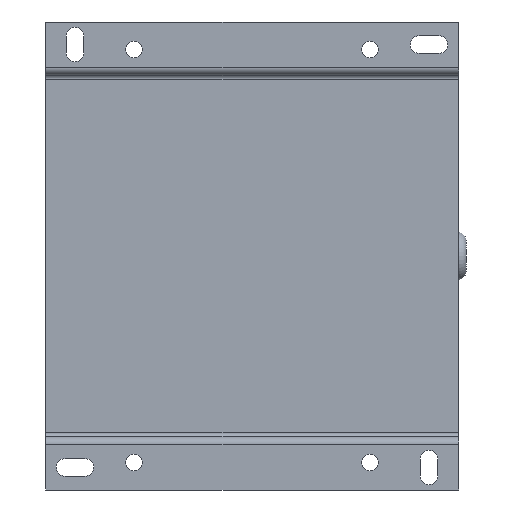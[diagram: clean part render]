
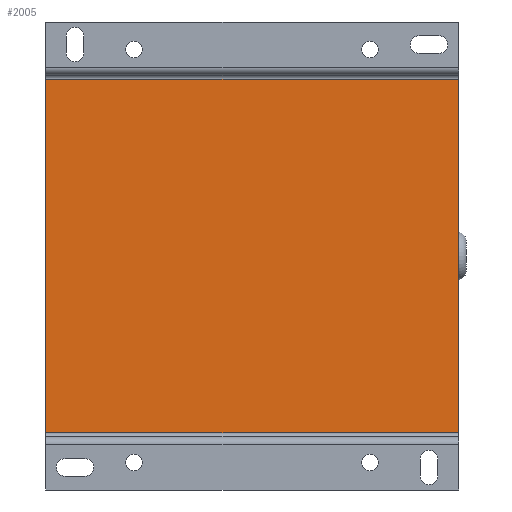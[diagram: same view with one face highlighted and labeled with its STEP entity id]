
A CAD part, front view. The second image highlights one B-rep face of the part: STEP entity #2005.
In plain terms, the highlighted planar face has unit normal (0, -1, 0).
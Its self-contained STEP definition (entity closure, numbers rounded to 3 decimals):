
#293 = LINE ( 'NONE', #1803, #2912 ) ;
#475 = LINE ( 'NONE', #3084, #3199 ) ;
#525 = EDGE_CURVE ( 'NONE', #2046, #5720, #475, .T. ) ;
#603 = LINE ( 'NONE', #4710, #5161 ) ;
#664 = CARTESIAN_POINT ( 'NONE',  ( 105., -2., 0. ) ) ;
#1671 = DIRECTION ( 'NONE',  ( -1., 0., 0. ) ) ;
#1672 = CARTESIAN_POINT ( 'NONE',  ( -105., -2., 90. ) ) ;
#1680 = ORIENTED_EDGE ( 'NONE', *, *, #2409, .T. ) ;
#1803 = CARTESIAN_POINT ( 'NONE',  ( 105., -2., -90. ) ) ;
#2005 = ADVANCED_FACE ( 'NONE', ( #5263 ), #2208, .T. ) ;
#2046 = VERTEX_POINT ( 'NONE', #2866 ) ;
#2208 = PLANE ( 'NONE',  #2986 ) ;
#2301 = EDGE_LOOP ( 'NONE', ( #4196, #6032, #4910, #1680 ) ) ;
#2381 = CARTESIAN_POINT ( 'NONE',  ( 105., -2., 90. ) ) ;
#2409 = EDGE_CURVE ( 'NONE', #5720, #3739, #603, .T. ) ;
#2636 = DIRECTION ( 'NONE',  ( 0., -1., 0. ) ) ;
#2706 = DIRECTION ( 'NONE',  ( 0., 0., -1. ) ) ;
#2720 = VECTOR ( 'NONE', #5084, 1000. ) ;
#2866 = CARTESIAN_POINT ( 'NONE',  ( 105., -2., -90. ) ) ;
#2912 = VECTOR ( 'NONE', #3845, 1000. ) ;
#2986 = AXIS2_PLACEMENT_3D ( 'NONE', #664, #2636, #2706 ) ;
#3084 = CARTESIAN_POINT ( 'NONE',  ( 105., -2., 0. ) ) ;
#3199 = VECTOR ( 'NONE', #5118, 1000. ) ;
#3245 = VERTEX_POINT ( 'NONE', #6363 ) ;
#3739 = VERTEX_POINT ( 'NONE', #1672 ) ;
#3845 = DIRECTION ( 'NONE',  ( -1., 0., 0. ) ) ;
#3854 = EDGE_CURVE ( 'NONE', #2046, #3245, #293, .T. ) ;
#4196 = ORIENTED_EDGE ( 'NONE', *, *, #5469, .F. ) ;
#4710 = CARTESIAN_POINT ( 'NONE',  ( 105., -2., 90. ) ) ;
#4910 = ORIENTED_EDGE ( 'NONE', *, *, #525, .T. ) ;
#5084 = DIRECTION ( 'NONE',  ( 0., 0., 1. ) ) ;
#5118 = DIRECTION ( 'NONE',  ( 0., 0., 1. ) ) ;
#5161 = VECTOR ( 'NONE', #1671, 1000. ) ;
#5263 = FACE_OUTER_BOUND ( 'NONE', #2301, .T. ) ;
#5469 = EDGE_CURVE ( 'NONE', #3245, #3739, #6522, .T. ) ;
#5590 = CARTESIAN_POINT ( 'NONE',  ( -105., -2., 0. ) ) ;
#5720 = VERTEX_POINT ( 'NONE', #2381 ) ;
#6032 = ORIENTED_EDGE ( 'NONE', *, *, #3854, .F. ) ;
#6363 = CARTESIAN_POINT ( 'NONE',  ( -105., -2., -90. ) ) ;
#6522 = LINE ( 'NONE', #5590, #2720 ) ;
